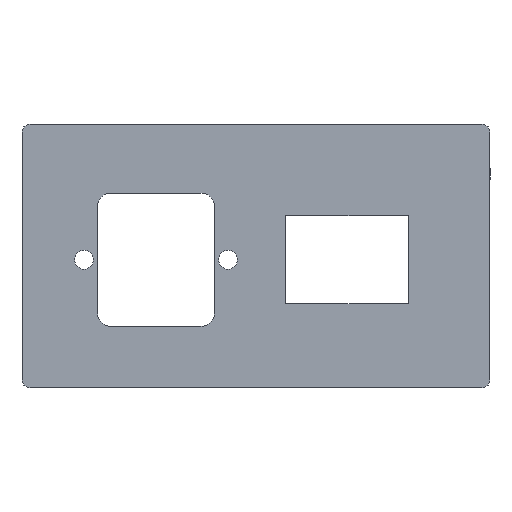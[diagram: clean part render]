
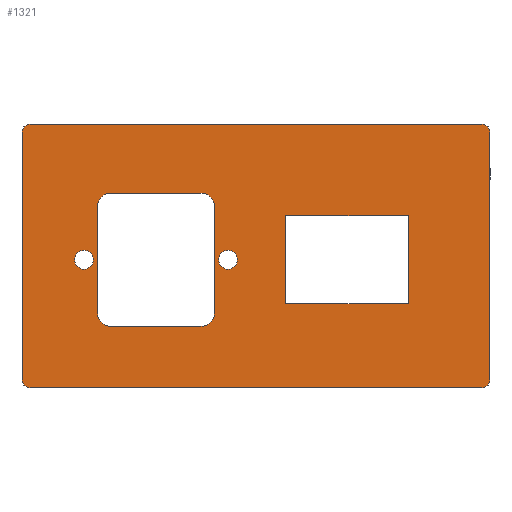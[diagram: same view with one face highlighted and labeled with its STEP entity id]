
A CAD part, front view. The second image highlights one B-rep face of the part: STEP entity #1321.
In plain terms, the highlighted planar face has unit normal (0, -1, 0).
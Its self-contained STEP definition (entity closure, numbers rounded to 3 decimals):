
#24=FACE_BOUND('',#239,.T.);
#25=FACE_BOUND('',#240,.T.);
#26=FACE_BOUND('',#241,.T.);
#27=FACE_BOUND('',#242,.T.);
#76=PLANE('',#1473);
#157=FACE_OUTER_BOUND('',#238,.T.);
#238=EDGE_LOOP('',(#1184,#1185,#1186,#1187,#1188,#1189,#1190,#1191));
#239=EDGE_LOOP('',(#1192,#1193,#1194,#1195));
#240=EDGE_LOOP('',(#1196,#1197,#1198,#1199,#1200,#1201,#1202,#1203));
#241=EDGE_LOOP('',(#1204));
#242=EDGE_LOOP('',(#1205));
#257=LINE('',#1975,#376);
#260=LINE('',#1981,#379);
#265=LINE('',#1996,#384);
#270=LINE('',#2009,#389);
#272=LINE('',#2014,#391);
#275=LINE('',#2018,#394);
#300=LINE('',#2089,#419);
#304=LINE('',#2101,#423);
#346=LINE('',#2221,#465);
#358=LINE('',#2270,#477);
#368=LINE('',#2328,#487);
#369=LINE('',#2330,#488);
#376=VECTOR('',#1508,10.);
#379=VECTOR('',#1513,10.);
#384=VECTOR('',#1526,10.);
#389=VECTOR('',#1539,10.);
#391=VECTOR('',#1543,10.);
#394=VECTOR('',#1548,10.);
#419=VECTOR('',#1619,10.);
#423=VECTOR('',#1631,10.);
#465=VECTOR('',#1763,10.);
#477=VECTOR('',#1821,10.);
#487=VECTOR('',#1863,10.);
#488=VECTOR('',#1866,10.);
#496=CIRCLE('',#1354,3.4);
#498=CIRCLE('',#1358,3.4);
#510=CIRCLE('',#1387,3.4);
#512=CIRCLE('',#1391,3.4);
#524=CIRCLE('',#1425,2.35);
#526=CIRCLE('',#1428,2.35);
#537=CIRCLE('',#1447,2.);
#548=CIRCLE('',#1467,2.);
#549=CIRCLE('',#1469,2.);
#550=CIRCLE('',#1471,2.);
#563=VERTEX_POINT('',#1972);
#564=VERTEX_POINT('',#1974);
#566=VERTEX_POINT('',#1980);
#569=VERTEX_POINT('',#1987);
#570=VERTEX_POINT('',#1989);
#572=VERTEX_POINT('',#1995);
#574=VERTEX_POINT('',#2001);
#576=VERTEX_POINT('',#2007);
#578=VERTEX_POINT('',#2013);
#601=VERTEX_POINT('',#2088);
#603=VERTEX_POINT('',#2094);
#605=VERTEX_POINT('',#2100);
#626=VERTEX_POINT('',#2188);
#628=VERTEX_POINT('',#2194);
#637=VERTEX_POINT('',#2218);
#638=VERTEX_POINT('',#2220);
#645=VERTEX_POINT('',#2244);
#652=VERTEX_POINT('',#2269);
#661=VERTEX_POINT('',#2314);
#662=VERTEX_POINT('',#2318);
#663=VERTEX_POINT('',#2319);
#664=VERTEX_POINT('',#2324);
#681=EDGE_CURVE('',#564,#563,#257,.T.);
#684=EDGE_CURVE('',#566,#564,#260,.T.);
#688=EDGE_CURVE('',#570,#569,#496,.T.);
#691=EDGE_CURVE('',#572,#570,#265,.T.);
#694=EDGE_CURVE('',#574,#572,#498,.T.);
#698=EDGE_CURVE('',#569,#576,#270,.T.);
#700=EDGE_CURVE('',#578,#566,#272,.T.);
#703=EDGE_CURVE('',#563,#578,#275,.T.);
#738=EDGE_CURVE('',#601,#574,#300,.T.);
#741=EDGE_CURVE('',#603,#601,#510,.T.);
#744=EDGE_CURVE('',#605,#603,#304,.T.);
#747=EDGE_CURVE('',#576,#605,#512,.T.);
#789=EDGE_CURVE('',#626,#626,#524,.T.);
#792=EDGE_CURVE('',#628,#628,#526,.T.);
#804=EDGE_CURVE('',#637,#638,#346,.T.);
#816=EDGE_CURVE('',#638,#645,#537,.T.);
#829=EDGE_CURVE('',#645,#652,#358,.T.);
#843=EDGE_CURVE('',#652,#661,#548,.T.);
#845=EDGE_CURVE('',#662,#663,#549,.T.);
#848=EDGE_CURVE('',#637,#664,#550,.T.);
#850=EDGE_CURVE('',#664,#662,#368,.T.);
#851=EDGE_CURVE('',#661,#663,#369,.T.);
#1184=ORIENTED_EDGE('',*,*,#843,.F.);
#1185=ORIENTED_EDGE('',*,*,#829,.F.);
#1186=ORIENTED_EDGE('',*,*,#816,.F.);
#1187=ORIENTED_EDGE('',*,*,#804,.F.);
#1188=ORIENTED_EDGE('',*,*,#848,.T.);
#1189=ORIENTED_EDGE('',*,*,#850,.T.);
#1190=ORIENTED_EDGE('',*,*,#845,.T.);
#1191=ORIENTED_EDGE('',*,*,#851,.F.);
#1192=ORIENTED_EDGE('',*,*,#703,.T.);
#1193=ORIENTED_EDGE('',*,*,#700,.T.);
#1194=ORIENTED_EDGE('',*,*,#684,.T.);
#1195=ORIENTED_EDGE('',*,*,#681,.T.);
#1196=ORIENTED_EDGE('',*,*,#738,.T.);
#1197=ORIENTED_EDGE('',*,*,#694,.T.);
#1198=ORIENTED_EDGE('',*,*,#691,.T.);
#1199=ORIENTED_EDGE('',*,*,#688,.T.);
#1200=ORIENTED_EDGE('',*,*,#698,.T.);
#1201=ORIENTED_EDGE('',*,*,#747,.T.);
#1202=ORIENTED_EDGE('',*,*,#744,.T.);
#1203=ORIENTED_EDGE('',*,*,#741,.T.);
#1204=ORIENTED_EDGE('',*,*,#789,.T.);
#1205=ORIENTED_EDGE('',*,*,#792,.T.);
#1321=ADVANCED_FACE('',(#157,#24,#25,#26,#27),#76,.T.);
#1354=AXIS2_PLACEMENT_3D('',#1990,#1520,#1521);
#1358=AXIS2_PLACEMENT_3D('',#2002,#1532,#1533);
#1387=AXIS2_PLACEMENT_3D('',#2095,#1625,#1626);
#1391=AXIS2_PLACEMENT_3D('',#2105,#1637,#1638);
#1425=AXIS2_PLACEMENT_3D('',#2190,#1735,#1736);
#1428=AXIS2_PLACEMENT_3D('',#2196,#1742,#1743);
#1447=AXIS2_PLACEMENT_3D('',#2245,#1793,#1794);
#1467=AXIS2_PLACEMENT_3D('',#2315,#1847,#1848);
#1469=AXIS2_PLACEMENT_3D('',#2320,#1852,#1853);
#1471=AXIS2_PLACEMENT_3D('',#2325,#1858,#1859);
#1473=AXIS2_PLACEMENT_3D('',#2329,#1864,#1865);
#1508=DIRECTION('',(1.,0.,0.));
#1513=DIRECTION('',(0.,0.,1.));
#1520=DIRECTION('center_axis',(0.,1.,0.));
#1521=DIRECTION('ref_axis',(-1.,0.,0.));
#1526=DIRECTION('',(-1.,0.,0.));
#1532=DIRECTION('center_axis',(0.,1.,0.));
#1533=DIRECTION('ref_axis',(0.,0.,-1.));
#1539=DIRECTION('',(0.,0.,1.));
#1543=DIRECTION('',(-1.,0.,0.));
#1548=DIRECTION('',(0.,0.,-1.));
#1619=DIRECTION('',(0.,0.,-1.));
#1625=DIRECTION('center_axis',(0.,1.,0.));
#1626=DIRECTION('ref_axis',(1.,0.,0.));
#1631=DIRECTION('',(1.,0.,0.));
#1637=DIRECTION('center_axis',(0.,1.,0.));
#1638=DIRECTION('ref_axis',(0.,0.,1.));
#1735=DIRECTION('center_axis',(0.,1.,0.));
#1736=DIRECTION('ref_axis',(-1.,0.,0.));
#1742=DIRECTION('center_axis',(0.,1.,0.));
#1743=DIRECTION('ref_axis',(-1.,0.,0.));
#1763=DIRECTION('',(-1.,0.,0.));
#1793=DIRECTION('center_axis',(0.,1.,0.));
#1794=DIRECTION('ref_axis',(-0.707,0.,-0.707));
#1821=DIRECTION('',(0.,0.,1.));
#1847=DIRECTION('center_axis',(0.,1.,0.));
#1848=DIRECTION('ref_axis',(-0.707,0.,0.707));
#1852=DIRECTION('center_axis',(0.,-1.,0.));
#1853=DIRECTION('ref_axis',(0.707,0.,0.707));
#1858=DIRECTION('center_axis',(0.,-1.,0.));
#1859=DIRECTION('ref_axis',(0.707,0.,-0.707));
#1863=DIRECTION('',(0.,0.,1.));
#1864=DIRECTION('center_axis',(0.,-1.,0.));
#1865=DIRECTION('ref_axis',(1.,0.,0.));
#1866=DIRECTION('',(1.,0.,0.));
#1972=CARTESIAN_POINT('',(165.,352.,-81.));
#1974=CARTESIAN_POINT('',(134.5,352.,-81.));
#1975=CARTESIAN_POINT('',(146.,352.,-81.));
#1980=CARTESIAN_POINT('',(134.5,352.,-103.));
#1981=CARTESIAN_POINT('',(134.5,352.,-86.298));
#1987=CARTESIAN_POINT('',(87.35,352.,-105.25));
#1989=CARTESIAN_POINT('',(90.75,352.,-108.65));
#1990=CARTESIAN_POINT('Origin',(90.75,352.,-105.25));
#1995=CARTESIAN_POINT('',(113.25,352.,-108.65));
#1996=CARTESIAN_POINT('',(108.875,352.,-108.65));
#2001=CARTESIAN_POINT('',(116.65,352.,-105.25));
#2002=CARTESIAN_POINT('Origin',(113.25,352.,-105.25));
#2007=CARTESIAN_POINT('',(87.35,352.,-78.75));
#2009=CARTESIAN_POINT('',(87.35,352.,-85.173));
#2013=CARTESIAN_POINT('',(165.,352.,-103.));
#2014=CARTESIAN_POINT('',(130.75,352.,-103.));
#2018=CARTESIAN_POINT('',(165.,352.,-97.298));
#2088=CARTESIAN_POINT('',(116.65,352.,-78.75));
#2089=CARTESIAN_POINT('',(116.65,352.,-98.423));
#2094=CARTESIAN_POINT('',(113.25,352.,-75.35));
#2095=CARTESIAN_POINT('Origin',(113.25,352.,-78.75));
#2100=CARTESIAN_POINT('',(90.75,352.,-75.35));
#2101=CARTESIAN_POINT('',(120.125,352.,-75.35));
#2105=CARTESIAN_POINT('Origin',(90.75,352.,-78.75));
#2188=CARTESIAN_POINT('',(86.35,352.,-92.));
#2190=CARTESIAN_POINT('Origin',(84.,352.,-92.));
#2194=CARTESIAN_POINT('',(122.35,352.,-92.));
#2196=CARTESIAN_POINT('Origin',(120.,352.,-92.));
#2218=CARTESIAN_POINT('',(183.5,352.,-124.029));
#2220=CARTESIAN_POINT('',(70.5,352.,-124.029));
#2221=CARTESIAN_POINT('',(156.25,352.,-124.029));
#2244=CARTESIAN_POINT('',(68.5,352.,-122.029));
#2245=CARTESIAN_POINT('Origin',(70.5,352.,-122.029));
#2269=CARTESIAN_POINT('',(68.5,352.,-60.096));
#2270=CARTESIAN_POINT('',(68.5,352.,-74.846));
#2314=CARTESIAN_POINT('',(70.5,352.,-58.096));
#2315=CARTESIAN_POINT('Origin',(70.5,352.,-60.096));
#2318=CARTESIAN_POINT('',(185.5,352.,-60.096));
#2319=CARTESIAN_POINT('',(183.5,352.,-58.096));
#2320=CARTESIAN_POINT('Origin',(183.5,352.,-60.096));
#2324=CARTESIAN_POINT('',(185.5,352.,-122.029));
#2325=CARTESIAN_POINT('Origin',(183.5,352.,-122.029));
#2328=CARTESIAN_POINT('',(185.5,352.,-74.846));
#2329=CARTESIAN_POINT('Origin',(127.,352.,-91.596));
#2330=CARTESIAN_POINT('',(97.75,352.,-58.096));
